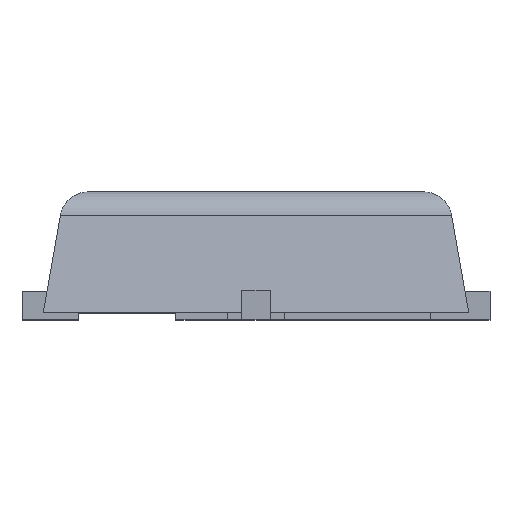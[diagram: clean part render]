
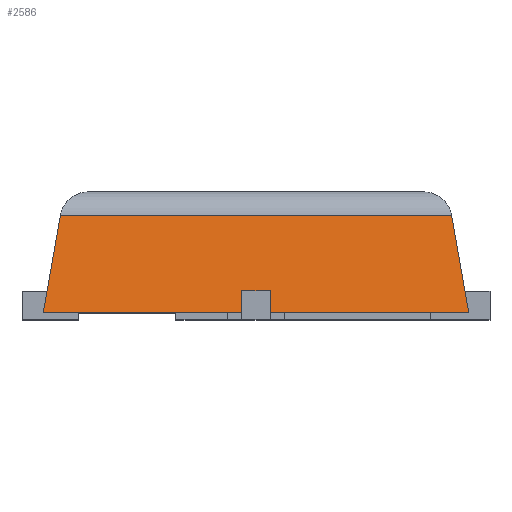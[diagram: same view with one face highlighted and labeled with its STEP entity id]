
A CAD part, top view. The second image highlights one B-rep face of the part: STEP entity #2586.
In plain terms, the highlighted planar face has unit normal (0, 0.174, 0.985).
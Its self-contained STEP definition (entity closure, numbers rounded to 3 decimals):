
#94 = DIRECTION ( 'NONE',  ( 1., 0., 0. ) ) ;
#95 = CARTESIAN_POINT ( 'NONE',  ( 1.5, 0.05, 1.575 ) ) ;
#166 = EDGE_CURVE ( 'NONE', #752, #4470, #3446, .T. ) ;
#335 = DIRECTION ( 'NONE',  ( 0.171, -0.97, 0.171 ) ) ;
#415 = VECTOR ( 'NONE', #508, 1000. ) ;
#426 = DIRECTION ( 'NONE',  ( 0., 0.985, -0.174 ) ) ;
#457 = VERTEX_POINT ( 'NONE', #839 ) ;
#508 = DIRECTION ( 'NONE',  ( 1., 0., 0. ) ) ;
#574 = ORIENTED_EDGE ( 'NONE', *, *, #2047, .T. ) ;
#594 = FACE_OUTER_BOUND ( 'NONE', #2091, .T. ) ;
#733 = VERTEX_POINT ( 'NONE', #2144 ) ;
#752 = VERTEX_POINT ( 'NONE', #3699 ) ;
#785 = ORIENTED_EDGE ( 'NONE', *, *, #1698, .T. ) ;
#839 = CARTESIAN_POINT ( 'NONE',  ( 0.1, 0.05, 1.575 ) ) ;
#895 = AXIS2_PLACEMENT_3D ( 'NONE', #95, #2767, #2350 ) ;
#982 = LINE ( 'NONE', #2803, #2223 ) ;
#1021 = DIRECTION ( 'NONE',  ( -1., 0., 0. ) ) ;
#1022 = CARTESIAN_POINT ( 'NONE',  ( 1.5, 0.2, 1.549 ) ) ;
#1026 = VECTOR ( 'NONE', #2711, 1000. ) ;
#1048 = VECTOR ( 'NONE', #2520, 1000. ) ;
#1060 = CARTESIAN_POINT ( 'NONE',  ( -0.1, 0.2, 1.549 ) ) ;
#1208 = EDGE_CURVE ( 'NONE', #4470, #733, #982, .T. ) ;
#1229 = ORIENTED_EDGE ( 'NONE', *, *, #166, .T. ) ;
#1260 = CARTESIAN_POINT ( 'NONE',  ( 1.5, 0.05, 1.575 ) ) ;
#1359 = VECTOR ( 'NONE', #1021, 1000. ) ;
#1499 = VERTEX_POINT ( 'NONE', #1060 ) ;
#1511 = LINE ( 'NONE', #1260, #415 ) ;
#1692 = DIRECTION ( 'NONE',  ( -0.171, -0.97, 0.171 ) ) ;
#1698 = EDGE_CURVE ( 'NONE', #733, #2432, #2836, .T. ) ;
#1710 = ORIENTED_EDGE ( 'NONE', *, *, #2858, .F. ) ;
#1774 = VERTEX_POINT ( 'NONE', #2730 ) ;
#1779 = ORIENTED_EDGE ( 'NONE', *, *, #1208, .T. ) ;
#1838 = ORIENTED_EDGE ( 'NONE', *, *, #4147, .T. ) ;
#1993 = CARTESIAN_POINT ( 'NONE',  ( 0.1, 0.05, 1.575 ) ) ;
#2047 = EDGE_CURVE ( 'NONE', #2432, #1499, #4835, .T. ) ;
#2091 = EDGE_LOOP ( 'NONE', ( #1710, #1229, #1779, #785, #574, #2215, #1838, #3116 ) ) ;
#2144 = CARTESIAN_POINT ( 'NONE',  ( -1.5, 0.05, 1.575 ) ) ;
#2165 = CARTESIAN_POINT ( 'NONE',  ( 1.5, 0.05, 1.575 ) ) ;
#2215 = ORIENTED_EDGE ( 'NONE', *, *, #2865, .T. ) ;
#2223 = VECTOR ( 'NONE', #1692, 1000. ) ;
#2291 = LINE ( 'NONE', #1022, #1048 ) ;
#2350 = DIRECTION ( 'NONE',  ( 0., -0.985, 0.174 ) ) ;
#2432 = VERTEX_POINT ( 'NONE', #4846 ) ;
#2519 = LINE ( 'NONE', #4391, #3678 ) ;
#2520 = DIRECTION ( 'NONE',  ( 1., 0., 0. ) ) ;
#2586 = ADVANCED_FACE ( 'NONE', ( #594 ), #3114, .T. ) ;
#2640 = CARTESIAN_POINT ( 'NONE',  ( -0.1, 0.05, 1.575 ) ) ;
#2711 = DIRECTION ( 'NONE',  ( 0., -0.985, 0.174 ) ) ;
#2720 = CARTESIAN_POINT ( 'NONE',  ( 1.5, 0.05, 1.575 ) ) ;
#2730 = CARTESIAN_POINT ( 'NONE',  ( 0.1, 0.2, 1.549 ) ) ;
#2767 = DIRECTION ( 'NONE',  ( 0., 0.174, 0.985 ) ) ;
#2803 = CARTESIAN_POINT ( 'NONE',  ( -1.412, 0.548, 1.487 ) ) ;
#2836 = LINE ( 'NONE', #2720, #2946 ) ;
#2858 = EDGE_CURVE ( 'NONE', #752, #3861, #2519, .T. ) ;
#2865 = EDGE_CURVE ( 'NONE', #1499, #1774, #2291, .T. ) ;
#2946 = VECTOR ( 'NONE', #94, 1000. ) ;
#3077 = CARTESIAN_POINT ( 'NONE',  ( -1.379, 0.735, 1.454 ) ) ;
#3114 = PLANE ( 'NONE',  #895 ) ;
#3116 = ORIENTED_EDGE ( 'NONE', *, *, #3186, .T. ) ;
#3186 = EDGE_CURVE ( 'NONE', #457, #3861, #1511, .T. ) ;
#3194 = LINE ( 'NONE', #1993, #1026 ) ;
#3309 = CARTESIAN_POINT ( 'NONE',  ( -1.35, 0.735, 1.454 ) ) ;
#3446 = LINE ( 'NONE', #3309, #1359 ) ;
#3678 = VECTOR ( 'NONE', #335, 1000. ) ;
#3699 = CARTESIAN_POINT ( 'NONE',  ( 1.379, 0.735, 1.454 ) ) ;
#3861 = VERTEX_POINT ( 'NONE', #2165 ) ;
#4111 = VECTOR ( 'NONE', #426, 1000. ) ;
#4147 = EDGE_CURVE ( 'NONE', #1774, #457, #3194, .T. ) ;
#4391 = CARTESIAN_POINT ( 'NONE',  ( 1.5, 0.05, 1.575 ) ) ;
#4470 = VERTEX_POINT ( 'NONE', #3077 ) ;
#4835 = LINE ( 'NONE', #2640, #4111 ) ;
#4846 = CARTESIAN_POINT ( 'NONE',  ( -0.1, 0.05, 1.575 ) ) ;
